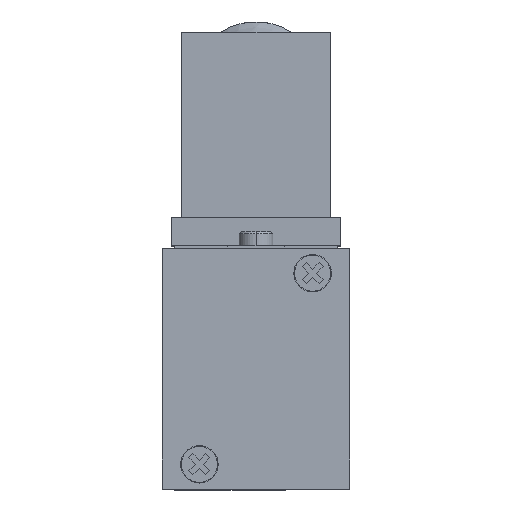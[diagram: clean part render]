
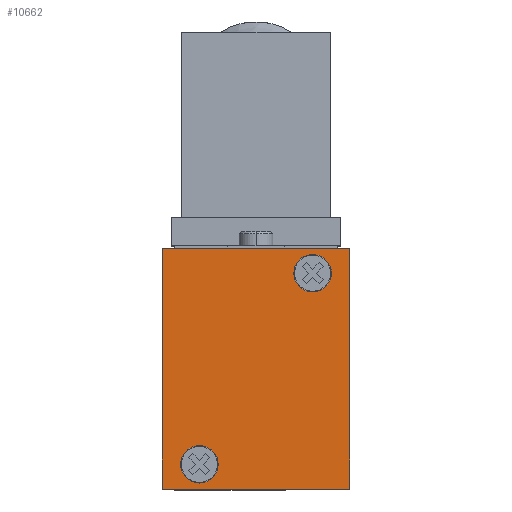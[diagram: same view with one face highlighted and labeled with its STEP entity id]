
A CAD part, top view. The second image highlights one B-rep face of the part: STEP entity #10662.
In plain terms, the highlighted planar face has unit normal (0, 0, 1).
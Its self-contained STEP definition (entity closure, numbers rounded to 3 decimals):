
#733 = CARTESIAN_POINT ( 'NONE',  ( 5.35, 30.5, 0. ) ) ;
#734 = CARTESIAN_POINT ( 'NONE',  ( 10.65, 30.5, 0. ) ) ;
#741 = CARTESIAN_POINT ( 'NONE',  ( -10.65, 3.5, 0. ) ) ;
#742 = CARTESIAN_POINT ( 'NONE',  ( -5.35, 3.5, 0. ) ) ;
#775 = CARTESIAN_POINT ( 'NONE',  ( -13.25, 0., 0. ) ) ;
#776 = CARTESIAN_POINT ( 'NONE',  ( 13.25, 0., 0. ) ) ;
#777 = CARTESIAN_POINT ( 'NONE',  ( -13.25, 34., 0. ) ) ;
#778 = CARTESIAN_POINT ( 'NONE',  ( 13.25, 34., 0. ) ) ;
#2919 = EDGE_LOOP ( 'NONE', ( #7933, #7934 ) ) ;
#2942 = EDGE_LOOP ( 'NONE', ( #7931, #7932 ) ) ;
#2957 = EDGE_LOOP ( 'NONE', ( #7935, #7936, #7937, #7938 ) ) ;
#3910 = PLANE ( 'NONE',  #6345 ) ;
#3911 = CARTESIAN_POINT ( 'NONE',  ( 0., -16.671, 0. ) ) ;
#3912 = DIRECTION ( 'NONE',  ( 0., 0., 1. ) ) ;
#3913 = DIRECTION ( 'NONE',  ( 1., 0., 0. ) ) ;
#5007 = VERTEX_POINT ( 'NONE', #733 ) ;
#5008 = VERTEX_POINT ( 'NONE', #734 ) ;
#5015 = VERTEX_POINT ( 'NONE', #741 ) ;
#5016 = VERTEX_POINT ( 'NONE', #742 ) ;
#5049 = VERTEX_POINT ( 'NONE', #775 ) ;
#5050 = VERTEX_POINT ( 'NONE', #776 ) ;
#5051 = VERTEX_POINT ( 'NONE', #777 ) ;
#5052 = VERTEX_POINT ( 'NONE', #778 ) ;
#5730 = CARTESIAN_POINT ( 'NONE',  ( 8., 30.5, 0. ) ) ;
#5731 = DIRECTION ( 'NONE',  ( 0., 0., 1. ) ) ;
#5732 = DIRECTION ( 'NONE',  ( 1., 0., 0. ) ) ;
#5750 = CARTESIAN_POINT ( 'NONE',  ( -8., 3.5, 0. ) ) ;
#5751 = DIRECTION ( 'NONE',  ( 0., 0., 1. ) ) ;
#5752 = DIRECTION ( 'NONE',  ( 1., 0., 0. ) ) ;
#5846 = CARTESIAN_POINT ( 'NONE',  ( -8., 3.5, 0. ) ) ;
#5847 = DIRECTION ( 'NONE',  ( 0., 0., 1. ) ) ;
#5848 = DIRECTION ( 'NONE',  ( 1., 0., 0. ) ) ;
#5857 = CARTESIAN_POINT ( 'NONE',  ( 0., 0., 0. ) ) ;
#5858 = DIRECTION ( 'NONE',  ( 1., 0., 0. ) ) ;
#5863 = CARTESIAN_POINT ( 'NONE',  ( -13.25, -16.671, 0. ) ) ;
#5864 = DIRECTION ( 'NONE',  ( 0., -1., 0. ) ) ;
#5867 = CARTESIAN_POINT ( 'NONE',  ( 0., 34., 0. ) ) ;
#5868 = DIRECTION ( 'NONE',  ( 1., 0., 0. ) ) ;
#5871 = CARTESIAN_POINT ( 'NONE',  ( 13.25, -16.671, 0. ) ) ;
#5872 = DIRECTION ( 'NONE',  ( 0., -1., 0. ) ) ;
#5873 = CARTESIAN_POINT ( 'NONE',  ( 8., 30.5, 0. ) ) ;
#5874 = DIRECTION ( 'NONE',  ( 0., 0., 1. ) ) ;
#5875 = DIRECTION ( 'NONE',  ( 1., 0., 0. ) ) ;
#6309 = AXIS2_PLACEMENT_3D ( 'NONE', #5730, #5731, #5732 ) ;
#6313 = AXIS2_PLACEMENT_3D ( 'NONE', #5750, #5751, #5752 ) ;
#6319 = AXIS2_PLACEMENT_3D ( 'NONE', #5846, #5847, #5848 ) ;
#6320 = AXIS2_PLACEMENT_3D ( 'NONE', #5873, #5874, #5875 ) ;
#6345 = AXIS2_PLACEMENT_3D ( 'NONE', #3911, #3912, #3913 ) ;
#6641 = FACE_BOUND ( 'NONE', #2942, .T. ) ;
#6642 = FACE_BOUND ( 'NONE', #2919, .T. ) ;
#6643 = FACE_OUTER_BOUND ( 'NONE', #2957, .T. ) ;
#7931 = ORIENTED_EDGE ( 'NONE', *, *, #9684, .F. ) ;
#7932 = ORIENTED_EDGE ( 'NONE', *, *, #9618, .F. ) ;
#7933 = ORIENTED_EDGE ( 'NONE', *, *, #9671, .F. ) ;
#7934 = ORIENTED_EDGE ( 'NONE', *, *, #9626, .F. ) ;
#7935 = ORIENTED_EDGE ( 'NONE', *, *, #9683, .F. ) ;
#7936 = ORIENTED_EDGE ( 'NONE', *, *, #9681, .F. ) ;
#7937 = ORIENTED_EDGE ( 'NONE', *, *, #9679, .T. ) ;
#7938 = ORIENTED_EDGE ( 'NONE', *, *, #9676, .T. ) ;
#9618 = EDGE_CURVE ( 'NONE', #5007, #5008, #10497, .T. ) ;
#9626 = EDGE_CURVE ( 'NONE', #5015, #5016, #10509, .T. ) ;
#9671 = EDGE_CURVE ( 'NONE', #5016, #5015, #10593, .T. ) ;
#9676 = EDGE_CURVE ( 'NONE', #5049, #5050, #10601, .T. ) ;
#9679 = EDGE_CURVE ( 'NONE', #5051, #5049, #10607, .T. ) ;
#9681 = EDGE_CURVE ( 'NONE', #5051, #5052, #10611, .T. ) ;
#9683 = EDGE_CURVE ( 'NONE', #5052, #5050, #10615, .T. ) ;
#9684 = EDGE_CURVE ( 'NONE', #5008, #5007, #10617, .T. ) ;
#10497 = CIRCLE ( 'NONE', #6309, 2.65 ) ;
#10509 = CIRCLE ( 'NONE', #6313, 2.65 ) ;
#10593 = CIRCLE ( 'NONE', #6319, 2.65 ) ;
#10601 = LINE ( 'NONE', #5857, #10602 ) ;
#10602 = VECTOR ( 'NONE', #5858, 1000. ) ;
#10607 = LINE ( 'NONE', #5863, #10608 ) ;
#10608 = VECTOR ( 'NONE', #5864, 1000. ) ;
#10611 = LINE ( 'NONE', #5867, #10612 ) ;
#10612 = VECTOR ( 'NONE', #5868, 1000. ) ;
#10615 = LINE ( 'NONE', #5871, #10616 ) ;
#10616 = VECTOR ( 'NONE', #5872, 1000. ) ;
#10617 = CIRCLE ( 'NONE', #6320, 2.65 ) ;
#10662 = ADVANCED_FACE ( 'NONE', ( #6641, #6642, #6643 ), #3910, .T. ) ;
